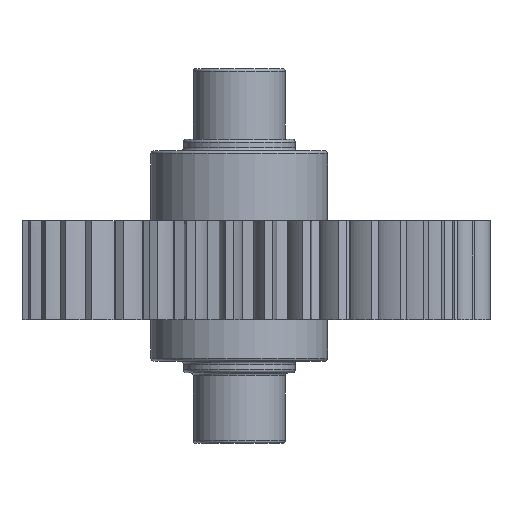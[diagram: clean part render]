
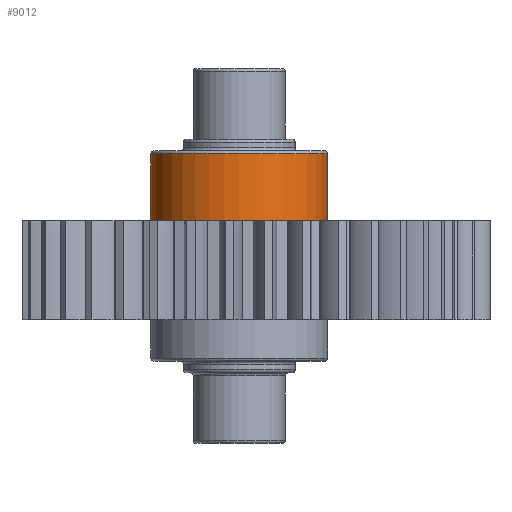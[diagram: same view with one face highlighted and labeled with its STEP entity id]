
A CAD part, front view. The second image highlights one B-rep face of the part: STEP entity #9012.
In plain terms, the highlighted cylindrical face has radius 7.5 mm (diameter 15 mm), a full revolution.
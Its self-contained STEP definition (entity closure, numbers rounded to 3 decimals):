
#8902 = EDGE_CURVE('',#8903,#8903,#8905,.T.);
#8903 = VERTEX_POINT('',#8904);
#8904 = CARTESIAN_POINT('',(42.5,0.,8.4));
#8905 = CIRCLE('',#8906,7.5);
#8906 = AXIS2_PLACEMENT_3D('',#8907,#8908,#8909);
#8907 = CARTESIAN_POINT('',(35.,0.,8.4));
#8908 = DIRECTION('',(0.,0.,1.));
#8909 = DIRECTION('',(1.,0.,0.));
#9012 = ADVANCED_FACE('',(#9013),#9032,.T.);
#9013 = FACE_BOUND('',#9014,.F.);
#9014 = EDGE_LOOP('',(#9015,#9023,#9024,#9025));
#9015 = ORIENTED_EDGE('',*,*,#9016,.F.);
#9016 = EDGE_CURVE('',#8903,#9017,#9019,.T.);
#9017 = VERTEX_POINT('',#9018);
#9018 = CARTESIAN_POINT('',(42.5,0.,14.075));
#9019 = LINE('',#9020,#9021);
#9020 = CARTESIAN_POINT('',(42.5,0.,8.4));
#9021 = VECTOR('',#9022,1.);
#9022 = DIRECTION('',(0.,0.,1.));
#9023 = ORIENTED_EDGE('',*,*,#8902,.F.);
#9024 = ORIENTED_EDGE('',*,*,#9016,.T.);
#9025 = ORIENTED_EDGE('',*,*,#9026,.T.);
#9026 = EDGE_CURVE('',#9017,#9017,#9027,.T.);
#9027 = CIRCLE('',#9028,7.5);
#9028 = AXIS2_PLACEMENT_3D('',#9029,#9030,#9031);
#9029 = CARTESIAN_POINT('',(35.,0.,14.075));
#9030 = DIRECTION('',(0.,0.,1.));
#9031 = DIRECTION('',(1.,0.,0.));
#9032 = CYLINDRICAL_SURFACE('',#9033,7.5);
#9033 = AXIS2_PLACEMENT_3D('',#9034,#9035,#9036);
#9034 = CARTESIAN_POINT('',(35.,0.,8.4));
#9035 = DIRECTION('',(-0.,-0.,-1.));
#9036 = DIRECTION('',(1.,0.,0.));
